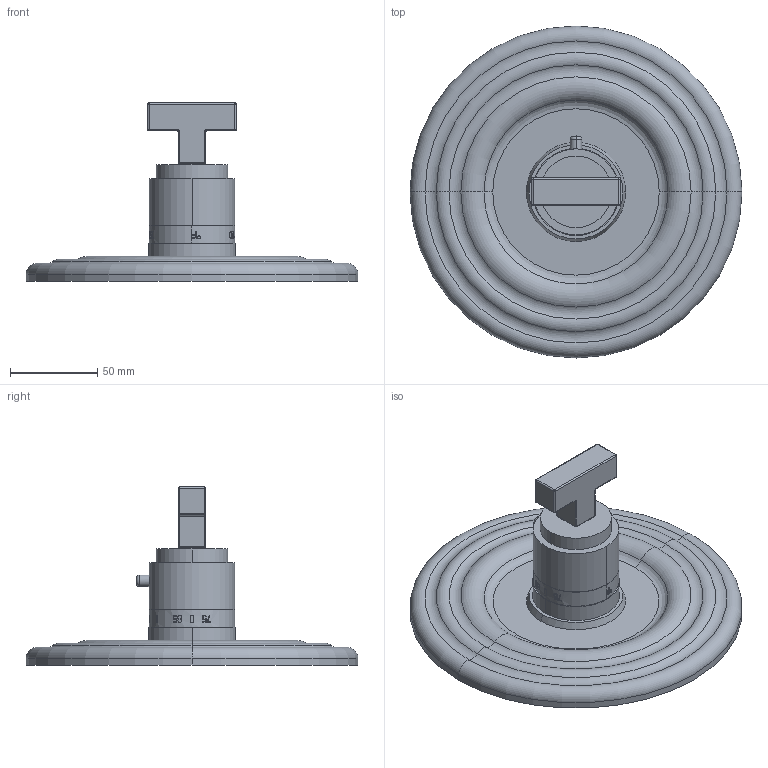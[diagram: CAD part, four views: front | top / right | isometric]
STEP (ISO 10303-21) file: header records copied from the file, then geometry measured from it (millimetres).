
FILE_DESCRIPTION((''),'2;1');
FILE_NAME('3-2024TR','2020-12-04T10:06:17',('jinson.thomas'),(''),'CREO PARAMETRIC BY PTC INC, 2018400','CREO PARAMETRIC BY PTC INC, 2018400','');
FILE_SCHEMA(('CONFIG_CONTROL_DESIGN'));
Length unit declared in the file: inch
Products named in the file (1): 3-2024TR
Bounding box: 190.5 x 190.5 x 102.19 mm (x, y, z)
Volume: 417967.4 mm3; surface area: 76572.1 mm2
Topology: 1 solids, 1 shells, 431 faces, 1156 edges, 749 vertices
Faces by surface type: plane 338, cylinder 59, torus 18, sphere 14, cone 2
Entity records: 13518 total; most frequent: CARTESIAN_POINT 3364, ORIENTED_EDGE 2308, DIRECTION 1812, EDGE_CURVE 1154, VERTEX_POINT 749, AXIS2_PLACEMENT_3D 655, VECTOR 502, LINE 502
